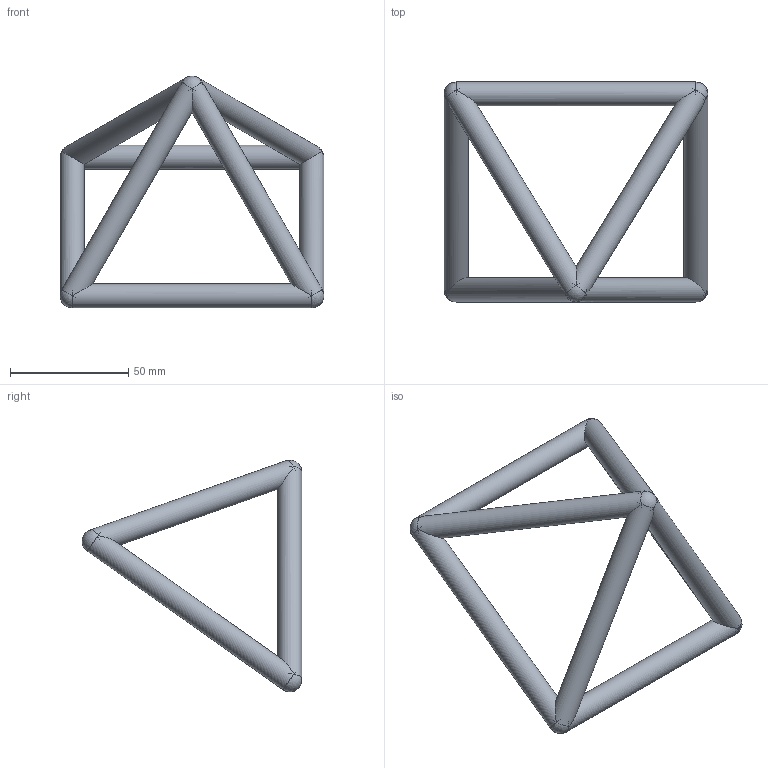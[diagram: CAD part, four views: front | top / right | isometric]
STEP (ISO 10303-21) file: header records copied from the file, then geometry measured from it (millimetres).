
FILE_DESCRIPTION(/* description */ (''),/* implementation_level */ '2;1');
FILE_NAME(/* name */ 'Pyramid.step',/* time_stamp */ '2023-03-01T01:39:48-05:00',/* author */ ('100KStarsun'),/* organization */ (''),/* preprocessor_version */ 'ST-DEVELOPER v19',/* originating_system */ 'Autodesk Inventor 2023',/* authorisation */ '');
FILE_SCHEMA (('AUTOMOTIVE_DESIGN { 1 0 10303 214 3 1 1 }'));
Length unit declared in the file: inch
Products named in the file (3): Pyramid; Square; Triangle
Assembly tree (5 placements, depth 2):
  Pyramid
    Square
    Triangle  x4
Bounding box: 111.76 x 93.1 x 98.1 mm (x, y, z)
Volume: 130173.5 mm3; surface area: 50937.1 mm2
Topology: 5 solids, 5 shells, 32 faces, 112 edges, 64 vertices
Faces by surface type: sphere 16, cylinder 16
Full cylindrical faces by diameter (mm): 10.16 x16
Entity records: 612 total; most frequent: DIRECTION 115, CARTESIAN_POINT 86, ORIENTED_EDGE 78, AXIS2_PLACEMENT_3D 54, EDGE_CURVE 39, VERTEX_POINT 25, CIRCLE 18, ELLIPSE 14
